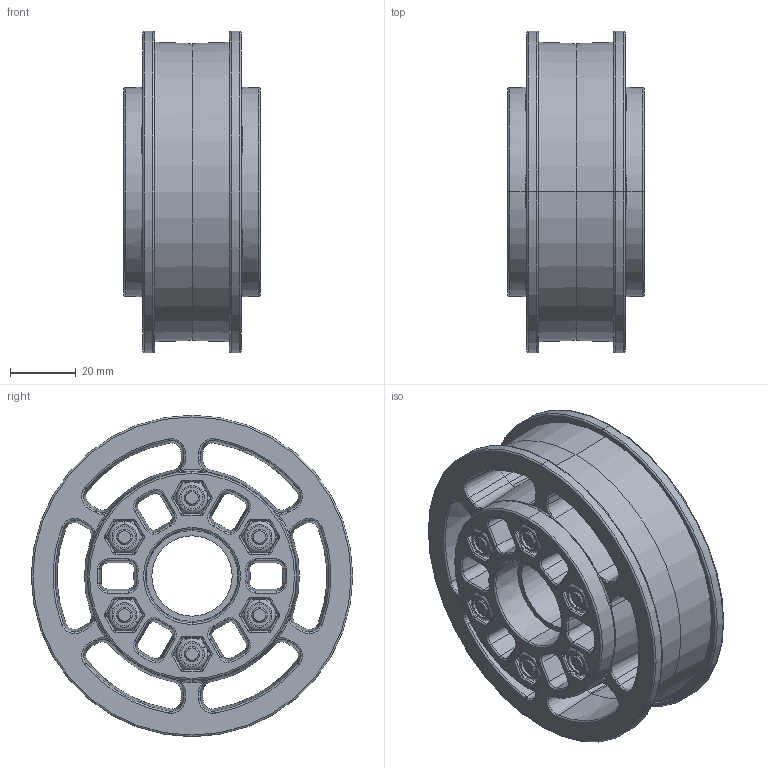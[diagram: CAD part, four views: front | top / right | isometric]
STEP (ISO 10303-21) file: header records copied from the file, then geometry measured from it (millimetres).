
FILE_DESCRIPTION (( 'STEP AP203' ), '1' );
FILE_NAME ('am-0198 4 Plaction No Tread.STEP', '2021-06-14T18:29:06', ( '' ), ( '' ), 'SwSTEP 2.0', 'SolidWorks 2021', '' );
FILE_SCHEMA (( 'CONFIG_CONTROL_DESIGN' ));
Length unit declared in the file: inch
Products named in the file (4): SHCS 10-32 x 1.375; 4 Modular Half; am-0198 4 Plaction No Tread; 10-32 Nylock Nut
Assembly tree (14 placements, depth 2):
  am-0198 4 Plaction No Tread
    4 Modular Half  x2
    SHCS 10-32 x 1.375  x6
    10-32 Nylock Nut  x6
Bounding box: 41.66 x 98.04 x 98.04 mm (x, y, z)
Volume: 137773.6 mm3; surface area: 68701.6 mm2
Topology: 14 solids, 14 shells, 1480 faces, 3372 edges, 1958 vertices
Faces by surface type: cylinder 348, plane 306, torus 290, cone 248, bspline 216, sphere 72
Entity records: 20230 total; most frequent: CARTESIAN_POINT 5212, DIRECTION 3252, ORIENTED_EDGE 2924, EDGE_CURVE 1462, AXIS2_PLACEMENT_3D 1383, VERTEX_POINT 847, CIRCLE 816, EDGE_LOOP 687
